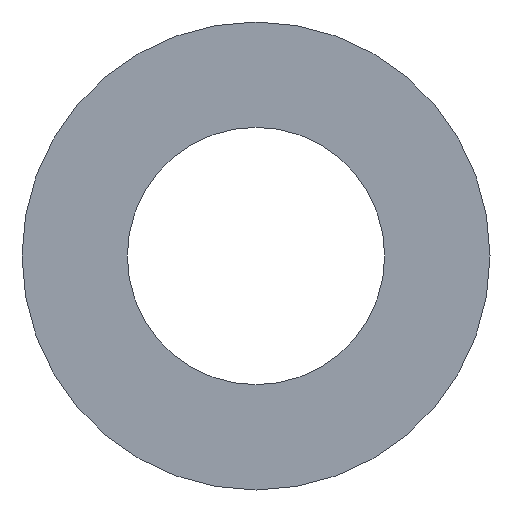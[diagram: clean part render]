
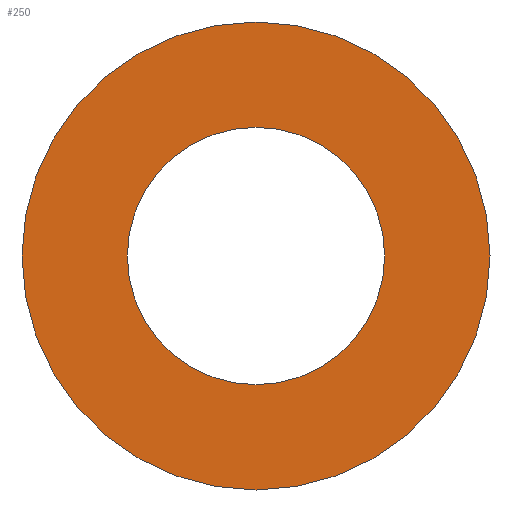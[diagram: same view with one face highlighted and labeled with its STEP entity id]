
A CAD part, front view. The second image highlights one B-rep face of the part: STEP entity #250.
In plain terms, the highlighted planar face has unit normal (0, -1, 0).
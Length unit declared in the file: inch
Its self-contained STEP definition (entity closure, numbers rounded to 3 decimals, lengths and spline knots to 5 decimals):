
#2 = CIRCLE ( 'NONE', #67, 0.19685 ) ;
#4 = CIRCLE ( 'NONE', #68, 0.10827 ) ;
#6 = CIRCLE ( 'NONE', #72, 0.19685 ) ;
#8 = AXIS2_PLACEMENT_3D ( 'NONE', #187, #183, #186 ) ;
#37 = EDGE_CURVE ( 'NONE', #98, #229, #236, .T. ) ;
#47 = CARTESIAN_POINT ( 'NONE',  ( 0., 0., 0.10827 ) ) ;
#48 = DIRECTION ( 'NONE',  ( 0., 1., 0. ) ) ;
#49 = DIRECTION ( 'NONE',  ( 0., 0., 1. ) ) ;
#50 = DIRECTION ( 'NONE',  ( 0., 0., 1. ) ) ;
#52 = CARTESIAN_POINT ( 'NONE',  ( 0., 0., -0.10827 ) ) ;
#54 = DIRECTION ( 'NONE',  ( 0., 1., 0. ) ) ;
#58 = FACE_BOUND ( 'NONE', #139, .T. ) ;
#61 = FACE_OUTER_BOUND ( 'NONE', #176, .T. ) ;
#64 = EDGE_CURVE ( 'NONE', #99, #93, #2, .T. ) ;
#65 = AXIS2_PLACEMENT_3D ( 'NONE', #100, #94, #92 ) ;
#67 = AXIS2_PLACEMENT_3D ( 'NONE', #222, #212, #211 ) ;
#68 = AXIS2_PLACEMENT_3D ( 'NONE', #219, #48, #50 ) ;
#69 = EDGE_CURVE ( 'NONE', #229, #98, #4, .T. ) ;
#70 = EDGE_CURVE ( 'NONE', #93, #99, #6, .T. ) ;
#72 = AXIS2_PLACEMENT_3D ( 'NONE', #213, #54, #49 ) ;
#87 = ORIENTED_EDGE ( 'NONE', *, *, #37, .T. ) ;
#90 = ORIENTED_EDGE ( 'NONE', *, *, #69, .T. ) ;
#92 = DIRECTION ( 'NONE',  ( 0., 0., 1. ) ) ;
#93 = VERTEX_POINT ( 'NONE', #116 ) ;
#94 = DIRECTION ( 'NONE',  ( 0., 1., 0. ) ) ;
#98 = VERTEX_POINT ( 'NONE', #47 ) ;
#99 = VERTEX_POINT ( 'NONE', #114 ) ;
#100 = CARTESIAN_POINT ( 'NONE',  ( 0., 0., 0. ) ) ;
#114 = CARTESIAN_POINT ( 'NONE',  ( 0., 0., -0.19685 ) ) ;
#116 = CARTESIAN_POINT ( 'NONE',  ( 0., 0., 0.19685 ) ) ;
#139 = EDGE_LOOP ( 'NONE', ( #87, #90 ) ) ;
#168 = ORIENTED_EDGE ( 'NONE', *, *, #64, .F. ) ;
#171 = ORIENTED_EDGE ( 'NONE', *, *, #70, .F. ) ;
#176 = EDGE_LOOP ( 'NONE', ( #168, #171 ) ) ;
#183 = DIRECTION ( 'NONE',  ( 0., 1., 0. ) ) ;
#186 = DIRECTION ( 'NONE',  ( 0., 0., 1. ) ) ;
#187 = CARTESIAN_POINT ( 'NONE',  ( 0., 0., 0. ) ) ;
#198 = PLANE ( 'NONE',  #8 ) ;
#211 = DIRECTION ( 'NONE',  ( 0., 0., 1. ) ) ;
#212 = DIRECTION ( 'NONE',  ( 0., 1., 0. ) ) ;
#213 = CARTESIAN_POINT ( 'NONE',  ( 0., 0., 0. ) ) ;
#219 = CARTESIAN_POINT ( 'NONE',  ( 0., 0., 0. ) ) ;
#222 = CARTESIAN_POINT ( 'NONE',  ( 0., 0., 0. ) ) ;
#229 = VERTEX_POINT ( 'NONE', #52 ) ;
#236 = CIRCLE ( 'NONE', #65, 0.10827 ) ;
#250 = ADVANCED_FACE ( 'NONE', ( #58, #61 ), #198, .F. ) ;
